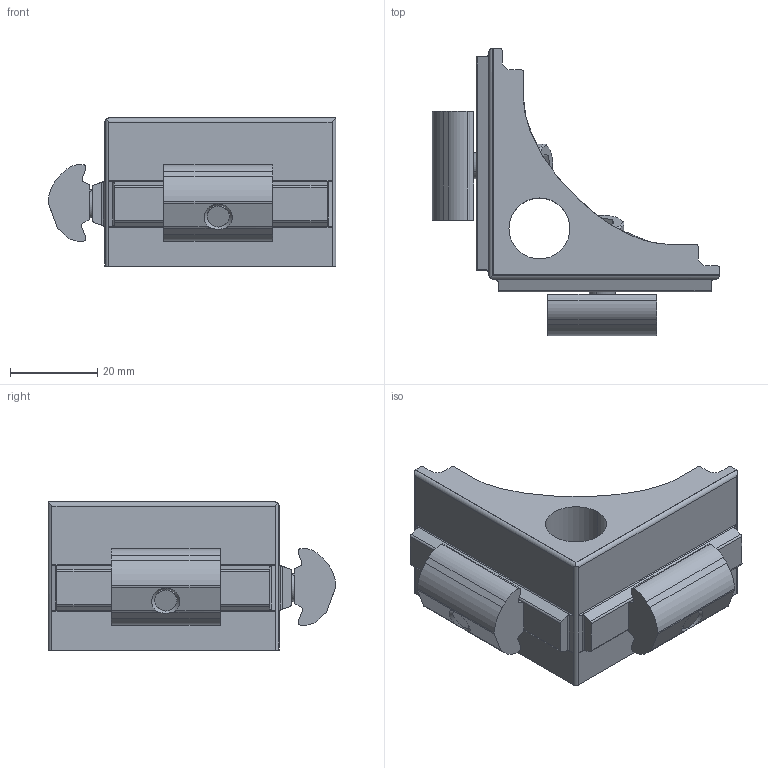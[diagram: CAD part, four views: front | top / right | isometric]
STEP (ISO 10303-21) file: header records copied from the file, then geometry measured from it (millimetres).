
FILE_DESCRIPTION (( 'STEP AP214' ), '1' );
FILE_NAME ('35mm SD Corner Bracket Kit(40CIC-0421-001-01).step', '2020-03-09T18:05:46', ( '' ), ( '' ), 'SwSTEP 2.0', 'SolidWorks 2019', '' );
FILE_SCHEMA (( 'AUTOMOTIVE_DESIGN' ));
Length unit declared in the file: millimetre
Products named in the file (1): 35mm SD Corner Bracket Kit(40CIC-0421-001-01)
Bounding box: 66.03 x 66.03 x 34 mm (x, y, z)
Volume: 37156.6 mm3; surface area: 16078.5 mm2
Topology: 5 solids, 5 shells, 200 faces, 508 edges, 319 vertices
Faces by surface type: cylinder 79, plane 72, cone 32, bspline 13, torus 4
Entity records: 6432 total; most frequent: CARTESIAN_POINT 1559, ORIENTED_EDGE 1008, DIRECTION 957, EDGE_CURVE 504, AXIS2_PLACEMENT_3D 341, VERTEX_POINT 319, LINE 275, VECTOR 275
